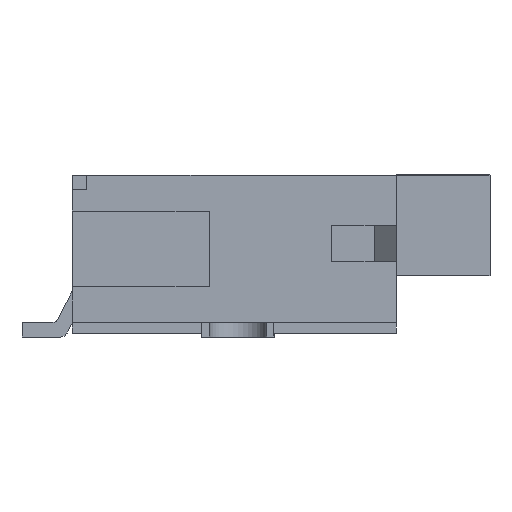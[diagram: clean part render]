
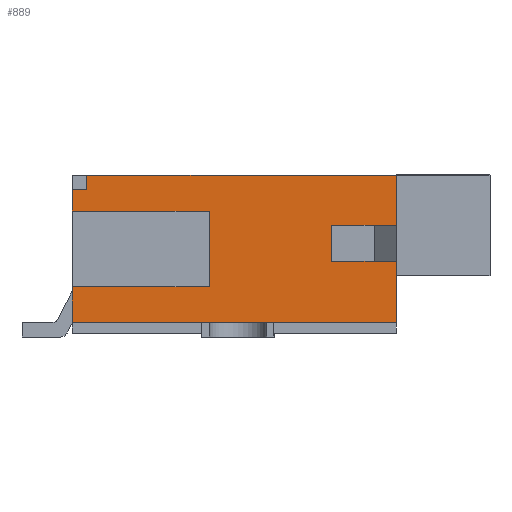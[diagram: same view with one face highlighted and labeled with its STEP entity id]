
A CAD part, left-side view. The second image highlights one B-rep face of the part: STEP entity #889.
In plain terms, the highlighted planar face has unit normal (-1, 0, 0).
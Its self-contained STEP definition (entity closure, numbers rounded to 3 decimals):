
#889 = ADVANCED_FACE( '', ( #1923 ), #1924, .T. );
#1923 = FACE_OUTER_BOUND( '', #3206, .T. );
#1924 = PLANE( '', #3207 );
#3206 = EDGE_LOOP( '', ( #5019, #5020, #5021, #5022, #5023, #5024, #5025, #5026, #5027, #5028, #5029, #5030, #5031, #5032 ) );
#3207 = AXIS2_PLACEMENT_3D( '', #5033, #5034, #5035 );
#5019 = ORIENTED_EDGE( '', *, *, #9440, .F. );
#5020 = ORIENTED_EDGE( '', *, *, #9441, .F. );
#5021 = ORIENTED_EDGE( '', *, *, #9442, .T. );
#5022 = ORIENTED_EDGE( '', *, *, #9443, .F. );
#5023 = ORIENTED_EDGE( '', *, *, #9444, .T. );
#5024 = ORIENTED_EDGE( '', *, *, #9445, .T. );
#5025 = ORIENTED_EDGE( '', *, *, #9446, .T. );
#5026 = ORIENTED_EDGE( '', *, *, #9447, .F. );
#5027 = ORIENTED_EDGE( '', *, *, #9448, .T. );
#5028 = ORIENTED_EDGE( '', *, *, #9449, .T. );
#5029 = ORIENTED_EDGE( '', *, *, #9450, .T. );
#5030 = ORIENTED_EDGE( '', *, *, #9451, .T. );
#5031 = ORIENTED_EDGE( '', *, *, #9452, .T. );
#5032 = ORIENTED_EDGE( '', *, *, #9453, .T. );
#5033 = CARTESIAN_POINT( '', ( -14.3, 0., 0. ) );
#5034 = DIRECTION( '', ( -1., 0., 0. ) );
#5035 = DIRECTION( '', ( 0., 0., 1. ) );
#9440 = EDGE_CURVE( '', #11755, #11756, #11757, .T. );
#9441 = EDGE_CURVE( '', #11758, #11755, #11759, .T. );
#9442 = EDGE_CURVE( '', #11758, #11760, #11761, .T. );
#9443 = EDGE_CURVE( '', #11762, #11760, #11763, .T. );
#9444 = EDGE_CURVE( '', #11762, #11764, #11765, .T. );
#9445 = EDGE_CURVE( '', #11764, #11766, #11767, .T. );
#9446 = EDGE_CURVE( '', #11766, #11768, #11769, .T. );
#9447 = EDGE_CURVE( '', #11770, #11768, #11771, .T. );
#9448 = EDGE_CURVE( '', #11770, #11772, #11773, .T. );
#9449 = EDGE_CURVE( '', #11772, #11774, #11775, .T. );
#9450 = EDGE_CURVE( '', #11774, #11776, #11777, .T. );
#9451 = EDGE_CURVE( '', #11776, #11778, #11779, .T. );
#9452 = EDGE_CURVE( '', #11778, #11780, #11781, .T. );
#9453 = EDGE_CURVE( '', #11780, #11756, #11782, .T. );
#11755 = VERTEX_POINT( '', #15029 );
#11756 = VERTEX_POINT( '', #15030 );
#11757 = LINE( '', #15031, #15032 );
#11758 = VERTEX_POINT( '', #15033 );
#11759 = LINE( '', #15034, #15035 );
#11760 = VERTEX_POINT( '', #15036 );
#11761 = LINE( '', #15037, #15038 );
#11762 = VERTEX_POINT( '', #15039 );
#11763 = LINE( '', #15040, #15041 );
#11764 = VERTEX_POINT( '', #15042 );
#11765 = LINE( '', #15043, #15044 );
#11766 = VERTEX_POINT( '', #15045 );
#11767 = LINE( '', #15046, #15047 );
#11768 = VERTEX_POINT( '', #15048 );
#11769 = LINE( '', #15049, #15050 );
#11770 = VERTEX_POINT( '', #15051 );
#11771 = LINE( '', #15052, #15053 );
#11772 = VERTEX_POINT( '', #15054 );
#11773 = LINE( '', #15055, #15056 );
#11774 = VERTEX_POINT( '', #15057 );
#11775 = LINE( '', #15058, #15059 );
#11776 = VERTEX_POINT( '', #15060 );
#11777 = LINE( '', #15061, #15062 );
#11778 = VERTEX_POINT( '', #15063 );
#11779 = LINE( '', #15064, #15065 );
#11780 = VERTEX_POINT( '', #15066 );
#11781 = LINE( '', #15067, #15068 );
#11782 = LINE( '', #15069, #15070 );
#15029 = CARTESIAN_POINT( '', ( -14.3, 2.05, 0.9 ) );
#15030 = CARTESIAN_POINT( '', ( -14.3, 2.05, 1.1 ) );
#15031 = CARTESIAN_POINT( '', ( -14.3, 2.05, 0. ) );
#15032 = VECTOR( '', #18440, 1000. );
#15033 = CARTESIAN_POINT( '', ( -14.3, 2.25, 0.9 ) );
#15034 = CARTESIAN_POINT( '', ( -14.3, 0., 0.9 ) );
#15035 = VECTOR( '', #18441, 1000. );
#15036 = CARTESIAN_POINT( '', ( -14.3, 2.25, 0.6 ) );
#15037 = CARTESIAN_POINT( '', ( -14.3, 2.25, 1.1 ) );
#15038 = VECTOR( '', #18442, 1000. );
#15039 = CARTESIAN_POINT( '', ( -14.3, 0.35, 0.6 ) );
#15040 = CARTESIAN_POINT( '', ( -14.3, 0.35, 0.6 ) );
#15041 = VECTOR( '', #18443, 1000. );
#15042 = CARTESIAN_POINT( '', ( -14.3, 0.35, -0.45 ) );
#15043 = CARTESIAN_POINT( '', ( -14.3, 0.35, 0.6 ) );
#15044 = VECTOR( '', #18444, 1000. );
#15045 = CARTESIAN_POINT( '', ( -14.3, 2.25, -0.45 ) );
#15046 = CARTESIAN_POINT( '', ( -14.3, 0.35, -0.45 ) );
#15047 = VECTOR( '', #18445, 1000. );
#15048 = CARTESIAN_POINT( '', ( -14.3, 2.25, -0.95 ) );
#15049 = CARTESIAN_POINT( '', ( -14.3, 2.25, 1.1 ) );
#15050 = VECTOR( '', #18446, 1000. );
#15051 = CARTESIAN_POINT( '', ( -14.3, -2.25, -0.95 ) );
#15052 = CARTESIAN_POINT( '', ( -14.3, -2.25, -0.95 ) );
#15053 = VECTOR( '', #18447, 1000. );
#15054 = CARTESIAN_POINT( '', ( -14.3, -2.25, -0.1 ) );
#15055 = CARTESIAN_POINT( '', ( -14.3, -2.25, -1.1 ) );
#15056 = VECTOR( '', #18448, 1000. );
#15057 = CARTESIAN_POINT( '', ( -14.3, -1.35, -0.1 ) );
#15058 = CARTESIAN_POINT( '', ( -14.3, -2.25, -0.1 ) );
#15059 = VECTOR( '', #18449, 1000. );
#15060 = CARTESIAN_POINT( '', ( -14.3, -1.35, 0.4 ) );
#15061 = CARTESIAN_POINT( '', ( -14.3, -1.35, -0.1 ) );
#15062 = VECTOR( '', #18450, 1000. );
#15063 = CARTESIAN_POINT( '', ( -14.3, -2.25, 0.4 ) );
#15064 = CARTESIAN_POINT( '', ( -14.3, -1.35, 0.4 ) );
#15065 = VECTOR( '', #18451, 1000. );
#15066 = CARTESIAN_POINT( '', ( -14.3, -2.25, 1.1 ) );
#15067 = CARTESIAN_POINT( '', ( -14.3, -2.25, -1.1 ) );
#15068 = VECTOR( '', #18452, 1000. );
#15069 = CARTESIAN_POINT( '', ( -14.3, -2.25, 1.1 ) );
#15070 = VECTOR( '', #18453, 1000. );
#18440 = DIRECTION( '', ( 0., 0., 1. ) );
#18441 = DIRECTION( '', ( 0., -1., 0. ) );
#18442 = DIRECTION( '', ( 0., 0., -1. ) );
#18443 = DIRECTION( '', ( 0., 1., 0. ) );
#18444 = DIRECTION( '', ( 0., 0., -1. ) );
#18445 = DIRECTION( '', ( 0., 1., 0. ) );
#18446 = DIRECTION( '', ( 0., 0., -1. ) );
#18447 = DIRECTION( '', ( 0., 1., 0. ) );
#18448 = DIRECTION( '', ( 0., 0., 1. ) );
#18449 = DIRECTION( '', ( 0., 1., 0. ) );
#18450 = DIRECTION( '', ( 0., 0., 1. ) );
#18451 = DIRECTION( '', ( 0., -1., 0. ) );
#18452 = DIRECTION( '', ( 0., 0., 1. ) );
#18453 = DIRECTION( '', ( 0., 1., 0. ) );
